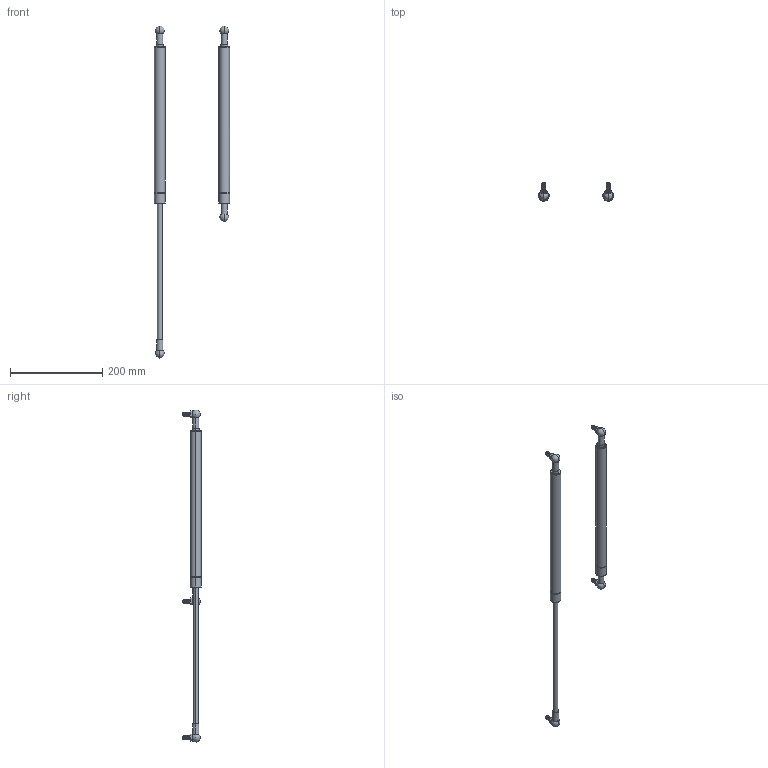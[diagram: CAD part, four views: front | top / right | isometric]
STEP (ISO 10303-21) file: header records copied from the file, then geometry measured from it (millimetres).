
FILE_DESCRIPTION (( 'STEP AP214' ), '1' );
FILE_NAME ('01855-Gas Strut Adjustable Pressure Black 700mm.STEP', '2019-05-14T04:08:53', ( '' ), ( '' ), 'SwSTEP 2.0', 'SolidWorks 2018', '' );
FILE_SCHEMA (( 'AUTOMOTIVE_DESIGN' ));
Length unit declared in the file: millimetre
Products named in the file (6): 1889 Ball Joints ZP M8-M8_1889; Ball Joint Inner_1889; Black Gas Strut Body_1855; Black Gas Strut Rod_1855; Ball Joint Outer_1889; 01855-Gas Strut Adjustable Pressure Black 700mm
Assembly tree (10 placements, depth 3):
  01855-Gas Strut Adjustable Pressure Black 700mm
    Black Gas Strut Body_1855  x2
    Black Gas Strut Rod_1855  x2
    1889 Ball Joints ZP M8-M8_1889  x4
      Ball Joint Outer_1889
      Ball Joint Inner_1889
Bounding box: 162.57 x 39.5 x 718.96 mm (x, y, z)
Volume: 307603.9 mm3; surface area: 113013.6 mm2
Topology: 16 solids, 16 shells, 882 faces, 2450 edges, 1608 vertices
Faces by surface type: bspline 346, cylinder 236, plane 220, torus 32, cone 24, sphere 24
Entity records: 34778 total; most frequent: CARTESIAN_POINT 26093, ORIENTED_EDGE 2092, EDGE_CURVE 1046, DIRECTION 1024, VERTEX_POINT 690, B_SPLINE_CURVE_WITH_KNOTS 612, EDGE_LOOP 400, AXIS2_PLACEMENT_3D 390
